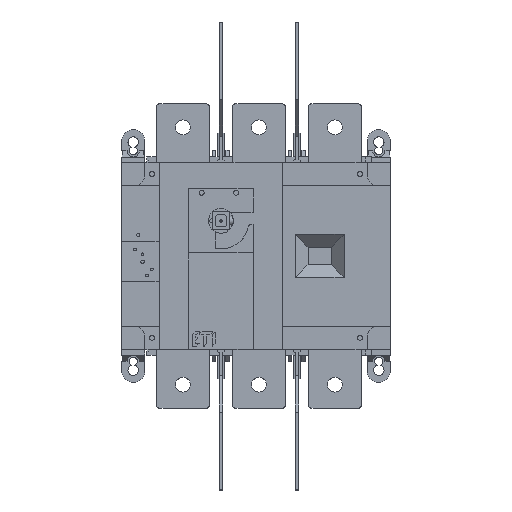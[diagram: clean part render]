
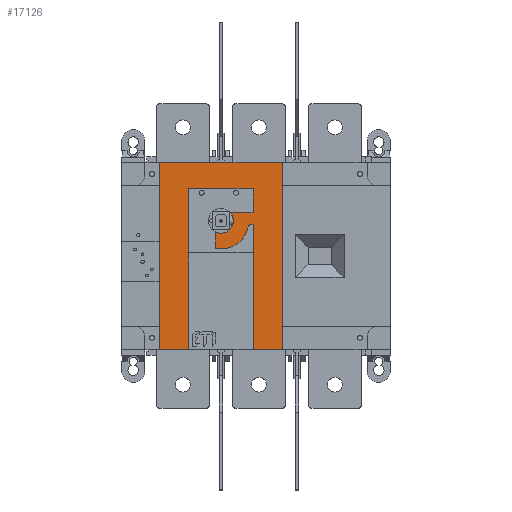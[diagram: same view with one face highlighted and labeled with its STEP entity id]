
A CAD part, top view. The second image highlights one B-rep face of the part: STEP entity #17126.
In plain terms, the highlighted planar face has unit normal (0, 0, 1).
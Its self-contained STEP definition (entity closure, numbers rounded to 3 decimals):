
#5452=DIRECTION('',(1.,0.,0.));
#5453=VECTOR('',#5452,105.);
#5454=CARTESIAN_POINT('',(32.5,160.,108.9));
#5455=LINE('',#5454,#5453);
#6842=DIRECTION('',(-1.,0.,0.));
#6843=VECTOR('',#6842,25.);
#6844=CARTESIAN_POINT('',(57.5,0.,108.9));
#6845=LINE('',#6844,#6843);
#6870=DIRECTION('',(-1.,0.,0.));
#6871=VECTOR('',#6870,25.);
#6872=CARTESIAN_POINT('',(137.5,0.,108.9));
#6873=LINE('',#6872,#6871);
#8461=DIRECTION('',(0.,1.,0.));
#8462=VECTOR('',#8461,160.);
#8463=CARTESIAN_POINT('',(32.5,0.,108.9));
#8464=LINE('',#8463,#8462);
#9091=CARTESIAN_POINT('',(85.,110.,108.9));
#9092=DIRECTION('',(0.,0.,-1.));
#9093=DIRECTION('',(0.75,0.662,0.));
#9094=AXIS2_PLACEMENT_3D('',#9091,#9092,#9093);
#9099=DIRECTION('',(-1.,0.,0.));
#9100=VECTOR('',#9099,19.573);
#9101=CARTESIAN_POINT('',(112.5,117.,108.9));
#9102=LINE('',#9101,#9100);
#9106=DIRECTION('',(0.,-1.,0.));
#9107=VECTOR('',#9106,20.5);
#9108=CARTESIAN_POINT('',(112.5,137.5,108.9));
#9109=LINE('',#9108,#9107);
#9113=DIRECTION('',(1.,0.,0.));
#9114=VECTOR('',#9113,55.);
#9115=CARTESIAN_POINT('',(57.5,137.5,108.9));
#9116=LINE('',#9115,#9114);
#9120=DIRECTION('',(0.,1.,0.));
#9121=VECTOR('',#9120,137.5);
#9122=CARTESIAN_POINT('',(57.5,0.,108.9));
#9123=LINE('',#9122,#9121);
#9127=DIRECTION('',(0.,1.,0.));
#9128=VECTOR('',#9127,160.);
#9129=CARTESIAN_POINT('',(137.5,0.,108.9));
#9130=LINE('',#9129,#9128);
#9134=DIRECTION('',(0.,-1.,0.));
#9135=VECTOR('',#9134,106.5);
#9136=CARTESIAN_POINT('',(112.5,106.5,108.9));
#9137=LINE('',#9136,#9135);
#9141=DIRECTION('',(1.,0.,0.));
#9142=VECTOR('',#9141,2.908);
#9143=CARTESIAN_POINT('',(109.592,106.5,108.9));
#9144=LINE('',#9143,#9142);
#9148=CARTESIAN_POINT('',(109.592,105.5,108.9));
#9149=DIRECTION('',(0.,0.,-1.));
#9150=DIRECTION('',(-0.984,0.18,0.));
#9151=AXIS2_PLACEMENT_3D('',#9148,#9149,#9150);
#9156=CARTESIAN_POINT('',(85.,110.,108.9));
#9157=DIRECTION('',(0.,0.,1.));
#9158=DIRECTION('',(0.,-1.,0.));
#9159=AXIS2_PLACEMENT_3D('',#9156,#9157,#9158);
#9164=CARTESIAN_POINT('',(85.,110.,108.9));
#9165=DIRECTION('',(0.,0.,1.));
#9166=DIRECTION('',(-0.208,-0.978,0.));
#9167=AXIS2_PLACEMENT_3D('',#9164,#9165,#9166);
#9172=DIRECTION('',(0.,-1.,0.));
#9173=VECTOR('',#9172,14.155);
#9174=CARTESIAN_POINT('',(80.,100.682,108.9));
#9175=LINE('',#9174,#9173);
#9179=CARTESIAN_POINT('',(85.,110.,108.9));
#9180=DIRECTION('',(0.,0.,1.));
#9181=DIRECTION('',(-0.473,-0.881,0.));
#9182=AXIS2_PLACEMENT_3D('',#9179,#9180,#9181);
#11006=CARTESIAN_POINT('',(137.5,0.,108.9));
#11007=VERTEX_POINT('',#11006);
#11038=CARTESIAN_POINT('',(137.5,160.,108.9));
#11039=VERTEX_POINT('',#11038);
#11076=CARTESIAN_POINT('',(112.5,0.,108.9));
#11077=VERTEX_POINT('',#11076);
#11142=CARTESIAN_POINT('',(32.5,160.,108.9));
#11143=VERTEX_POINT('',#11142);
#11216=CARTESIAN_POINT('',(112.5,106.5,108.9));
#11217=VERTEX_POINT('',#11216);
#11224=CARTESIAN_POINT('',(32.5,0.,108.9));
#11225=VERTEX_POINT('',#11224);
#11226=CARTESIAN_POINT('',(80.,86.527,108.9));
#11228=VERTEX_POINT('',#11226);
#11280=CARTESIAN_POINT('',(57.5,0.,108.9));
#11281=VERTEX_POINT('',#11280);
#11302=CARTESIAN_POINT('',(109.592,106.5,108.9));
#11303=VERTEX_POINT('',#11302);
#11390=CARTESIAN_POINT('',(108.608,105.68,108.9));
#11391=VERTEX_POINT('',#11390);
#11400=CARTESIAN_POINT('',(57.5,137.5,108.9));
#11401=VERTEX_POINT('',#11400);
#11404=CARTESIAN_POINT('',(112.5,117.,108.9));
#11406=VERTEX_POINT('',#11404);
#11408=CARTESIAN_POINT('',(85.,86.,108.9));
#11409=VERTEX_POINT('',#11408);
#11486=CARTESIAN_POINT('',(112.5,137.5,108.9));
#11487=VERTEX_POINT('',#11486);
#11858=CARTESIAN_POINT('',(92.927,117.,108.9));
#11859=CARTESIAN_POINT('',(95.575,110.,108.9));
#11860=VERTEX_POINT('',#11858);
#11861=VERTEX_POINT('',#11859);
#11862=CARTESIAN_POINT('',(80.,100.682,108.9));
#11863=VERTEX_POINT('',#11862);
#17089=CARTESIAN_POINT('',(346.,21.5,108.9));
#17090=DIRECTION('',(0.,0.,1.));
#17091=DIRECTION('',(0.,-1.,0.));
#17092=AXIS2_PLACEMENT_3D('',#17089,#17090,#17091);
#17093=PLANE('',#17092);
#17095=ORIENTED_EDGE('',*,*,#17094,.F.);
#17097=ORIENTED_EDGE('',*,*,#17096,.F.);
#17099=ORIENTED_EDGE('',*,*,#17098,.F.);
#17101=ORIENTED_EDGE('',*,*,#17100,.F.);
#17103=ORIENTED_EDGE('',*,*,#17102,.F.);
#17104=ORIENTED_EDGE('',*,*,#14098,.T.);
#17105=ORIENTED_EDGE('',*,*,#16192,.T.);
#17106=ORIENTED_EDGE('',*,*,#12399,.T.);
#17108=ORIENTED_EDGE('',*,*,#17107,.F.);
#17109=ORIENTED_EDGE('',*,*,#14106,.T.);
#17111=ORIENTED_EDGE('',*,*,#17110,.F.);
#17113=ORIENTED_EDGE('',*,*,#17112,.F.);
#17115=ORIENTED_EDGE('',*,*,#17114,.F.);
#17117=ORIENTED_EDGE('',*,*,#17116,.F.);
#17119=ORIENTED_EDGE('',*,*,#17118,.F.);
#17121=ORIENTED_EDGE('',*,*,#17120,.F.);
#17123=ORIENTED_EDGE('',*,*,#17122,.T.);
#17124=EDGE_LOOP('',(#17095,#17097,#17099,#17101,#17103,#17104,#17105,#17106,
#17108,#17109,#17111,#17113,#17115,#17117,#17119,#17121,#17123));
#17125=FACE_OUTER_BOUND('',#17124,.F.);
#9095=CIRCLE('',#9094,10.575);
#9152=CIRCLE('',#9151,1.);
#9160=CIRCLE('',#9159,24.);
#9168=CIRCLE('',#9167,24.);
#9183=CIRCLE('',#9182,10.575);
#12399=EDGE_CURVE('',#11143,#11039,#5455,.T.);
#14098=EDGE_CURVE('',#11281,#11225,#6845,.T.);
#14106=EDGE_CURVE('',#11007,#11077,#6873,.T.);
#16192=EDGE_CURVE('',#11225,#11143,#8464,.T.);
#17094=EDGE_CURVE('',#11860,#11861,#9095,.T.);
#17096=EDGE_CURVE('',#11406,#11860,#9102,.T.);
#17098=EDGE_CURVE('',#11487,#11406,#9109,.T.);
#17100=EDGE_CURVE('',#11401,#11487,#9116,.T.);
#17102=EDGE_CURVE('',#11281,#11401,#9123,.T.);
#17107=EDGE_CURVE('',#11007,#11039,#9130,.T.);
#17110=EDGE_CURVE('',#11217,#11077,#9137,.T.);
#17112=EDGE_CURVE('',#11303,#11217,#9144,.T.);
#17114=EDGE_CURVE('',#11391,#11303,#9152,.T.);
#17116=EDGE_CURVE('',#11409,#11391,#9160,.T.);
#17118=EDGE_CURVE('',#11228,#11409,#9168,.T.);
#17120=EDGE_CURVE('',#11863,#11228,#9175,.T.);
#17122=EDGE_CURVE('',#11863,#11861,#9183,.T.);
#17126=ADVANCED_FACE('',(#17125),#17093,.T.);
